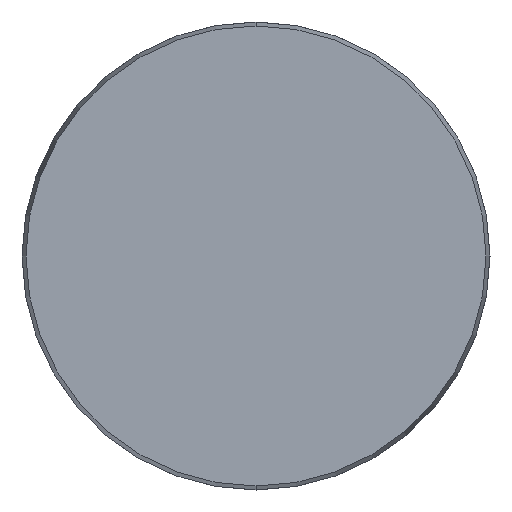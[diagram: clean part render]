
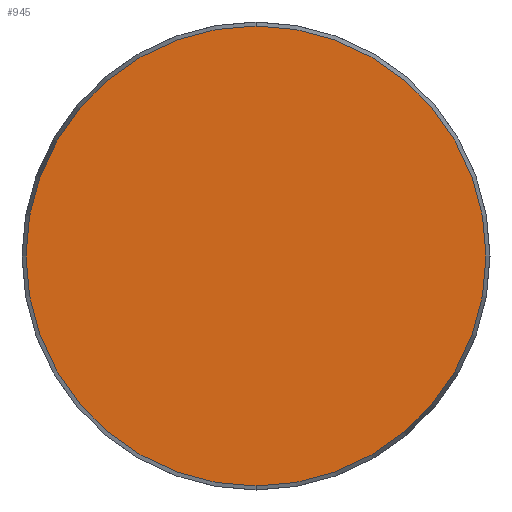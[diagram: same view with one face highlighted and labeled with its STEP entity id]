
A CAD part, front view. The second image highlights one B-rep face of the part: STEP entity #945.
In plain terms, the highlighted planar face has unit normal (0, -1, 0).
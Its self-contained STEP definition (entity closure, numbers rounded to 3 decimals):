
#35 = CIRCLE ( 'NONE', #750, 49.143 ) ;
#55 = DIRECTION ( 'NONE',  ( 0., 0., 1. ) ) ;
#57 = CARTESIAN_POINT ( 'NONE',  ( 0., 0., 0. ) ) ;
#66 = EDGE_CURVE ( 'NONE', #83, #884, #35, .T. ) ;
#83 = VERTEX_POINT ( 'NONE', #385 ) ;
#182 = AXIS2_PLACEMENT_3D ( 'NONE', #1082, #1305, #55 ) ;
#210 = CIRCLE ( 'NONE', #1110, 49.143 ) ;
#223 = EDGE_LOOP ( 'NONE', ( #998, #1221 ) ) ;
#359 = DIRECTION ( 'NONE',  ( 0., -1., 0. ) ) ;
#385 = CARTESIAN_POINT ( 'NONE',  ( 0., 0., 49.143 ) ) ;
#464 = DIRECTION ( 'NONE',  ( 0., -1., 0. ) ) ;
#482 = CARTESIAN_POINT ( 'NONE',  ( 0., 0., 0. ) ) ;
#521 = EDGE_CURVE ( 'NONE', #884, #83, #210, .T. ) ;
#567 = DIRECTION ( 'NONE',  ( 0., 0., -1. ) ) ;
#673 = PLANE ( 'NONE',  #182 ) ;
#750 = AXIS2_PLACEMENT_3D ( 'NONE', #482, #359, #1199 ) ;
#767 = FACE_OUTER_BOUND ( 'NONE', #223, .T. ) ;
#884 = VERTEX_POINT ( 'NONE', #1140 ) ;
#945 = ADVANCED_FACE ( 'NONE', ( #767 ), #673, .F. ) ;
#998 = ORIENTED_EDGE ( 'NONE', *, *, #66, .T. ) ;
#1082 = CARTESIAN_POINT ( 'NONE',  ( -49.143, 0., 0. ) ) ;
#1110 = AXIS2_PLACEMENT_3D ( 'NONE', #57, #464, #567 ) ;
#1140 = CARTESIAN_POINT ( 'NONE',  ( 0., 0., -49.143 ) ) ;
#1199 = DIRECTION ( 'NONE',  ( 0., 0., -1. ) ) ;
#1221 = ORIENTED_EDGE ( 'NONE', *, *, #521, .T. ) ;
#1305 = DIRECTION ( 'NONE',  ( 0., 1., 0. ) ) ;
